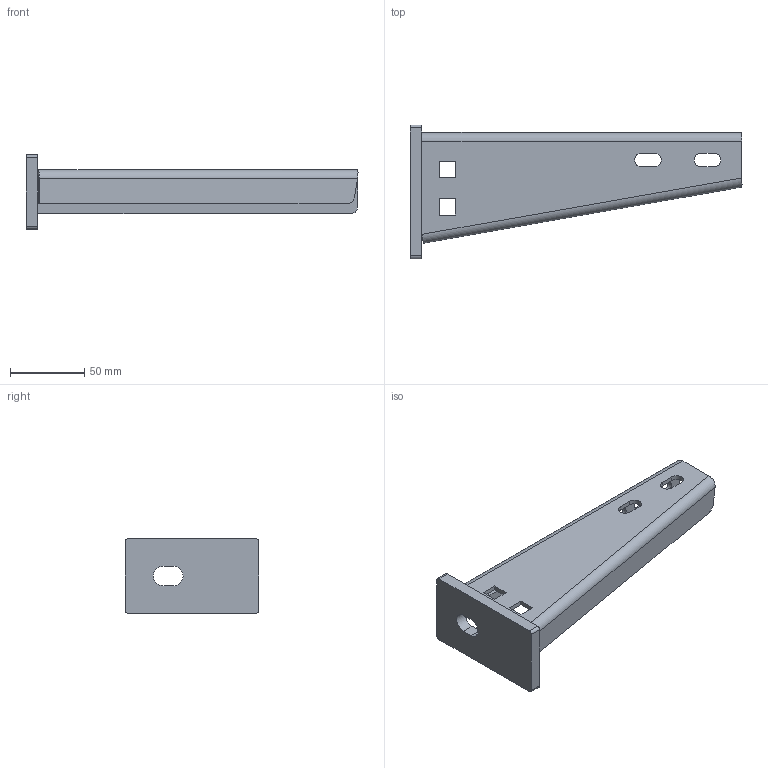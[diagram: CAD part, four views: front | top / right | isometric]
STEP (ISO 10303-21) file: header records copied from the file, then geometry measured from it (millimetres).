
FILE_DESCRIPTION((''),'2;1');
FILE_NAME('713020_ASM','2019-03-18T10:56:23',('tomasz.grudniewski'),(''),'CREO PARAMETRIC BY PTC INC, 2018500','CREO PARAMETRIC BY PTC INC, 2018500','');
FILE_SCHEMA(('CONFIG_CONTROL_DESIGN'));
Length unit declared in the file: millimetre
Products named in the file (3): 90PODSTAWA_PRT; WWCT200_PRT; 713020_ASM
Assembly tree (2 placements, depth 2):
  713020_ASM
    90PODSTAWA_PRT
    WWCT200_PRT
Bounding box: 223.2 x 90 x 50 mm (x, y, z)
Volume: 92858.1 mm3; surface area: 53679.7 mm2
Topology: 2 solids, 2 shells, 86 faces, 230 edges, 148 vertices
Faces by surface type: plane 53, cylinder 32, bspline 1
Entity records: 2832 total; most frequent: CARTESIAN_POINT 516, DIRECTION 470, ORIENTED_EDGE 460, EDGE_CURVE 230, VECTOR 166, LINE 166, AXIS2_PLACEMENT_3D 152, VERTEX_POINT 148
